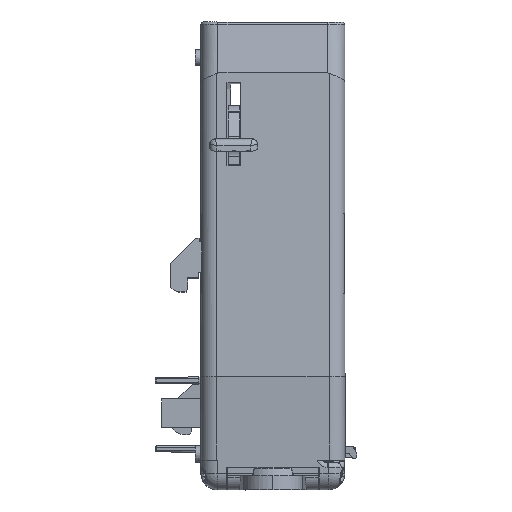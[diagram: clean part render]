
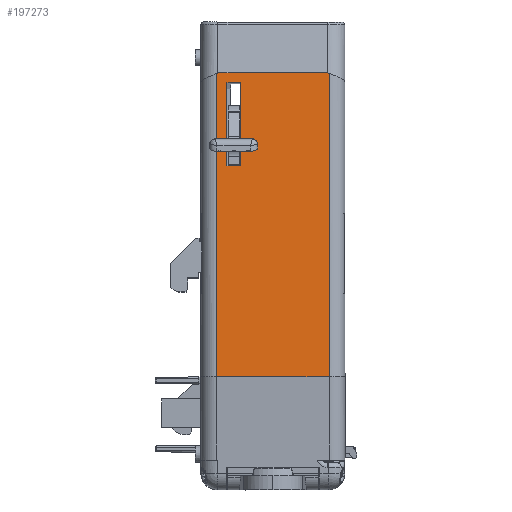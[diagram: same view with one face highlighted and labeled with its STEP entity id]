
A CAD part, front view. The second image highlights one B-rep face of the part: STEP entity #197273.
In plain terms, the highlighted planar face has unit normal (0, -0.999, 0.044).
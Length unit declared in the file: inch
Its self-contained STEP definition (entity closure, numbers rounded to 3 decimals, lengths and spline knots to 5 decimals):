
#1071 = CARTESIAN_POINT ( 'NONE',  ( -0.2074, -1.84826, -0.33664 ) ) ;
#3350 = B_SPLINE_CURVE_WITH_KNOTS ( 'NONE', 3,
 ( #83315, #177453, #134487, #68945 ),
 .UNSPECIFIED., .F., .F.,
 ( 4, 4 ),
 ( 0., 1. ),
 .UNSPECIFIED. ) ;
#5321 = PLANE ( 'NONE',  #10880 ) ;
#5637 = CARTESIAN_POINT ( 'NONE',  ( -0.2074, -1.87354, -0.91565 ) ) ;
#6667 = LINE ( 'NONE', #75985, #36055 ) ;
#7246 = DIRECTION ( 'NONE',  ( 1., 0., 0. ) ) ;
#10697 = CARTESIAN_POINT ( 'NONE',  ( -0.1115, -1.84826, -0.33664 ) ) ;
#10880 = AXIS2_PLACEMENT_3D ( 'NONE', #21731, #130823, #191563 ) ;
#12544 = DIRECTION ( 'NONE',  ( 0., -0.044, -0.999 ) ) ;
#13509 = EDGE_LOOP ( 'NONE', ( #122954, #138049, #167587, #69761 ) ) ;
#17605 = VECTOR ( 'NONE', #7246, 39.37008 ) ;
#18180 = VECTOR ( 'NONE', #134159, 39.37008 ) ;
#18320 = EDGE_CURVE ( 'NONE', #142529, #124013, #6667, .T. ) ;
#18683 = EDGE_CURVE ( 'NONE', #153740, #183762, #167842, .T. ) ;
#21731 = CARTESIAN_POINT ( 'NONE',  ( 5.65427, -1.84537, -0.2704 ) ) ;
#23896 = CARTESIAN_POINT ( 'NONE',  ( -0.1115, -1.87354, -0.91565 ) ) ;
#27919 = LINE ( 'NONE', #128285, #169434 ) ;
#28286 = DIRECTION ( 'NONE',  ( -1., 0., 0. ) ) ;
#30358 = EDGE_CURVE ( 'NONE', #153740, #163132, #108401, .T. ) ;
#33964 = ORIENTED_EDGE ( 'NONE', *, *, #200003, .F. ) ;
#34872 = DIRECTION ( 'NONE',  ( 0., 0.044, 0.999 ) ) ;
#36055 = VECTOR ( 'NONE', #28286, 39.37008 ) ;
#38361 = EDGE_CURVE ( 'NONE', #155635, #129717, #169697, .T. ) ;
#41150 = CARTESIAN_POINT ( 'NONE',  ( 0.61162, -1.93743, -2.379 ) ) ;
#41425 = DIRECTION ( 'NONE',  ( 0., 0.044, 0.999 ) ) ;
#50508 = VECTOR ( 'NONE', #41425, 39.37008 ) ;
#51019 = ORIENTED_EDGE ( 'NONE', *, *, #30358, .F. ) ;
#53604 = CARTESIAN_POINT ( 'NONE',  ( 5.65427, -1.84826, -0.33664 ) ) ;
#54858 = VECTOR ( 'NONE', #195323, 39.37008 ) ;
#63896 = LINE ( 'NONE', #53604, #17605 ) ;
#66869 = VECTOR ( 'NONE', #105229, 39.37008 ) ;
#67165 = VECTOR ( 'NONE', #12544, 39.37008 ) ;
#68945 = CARTESIAN_POINT ( 'NONE',  ( -0.27027, -1.84537, -0.2704 ) ) ;
#69761 = ORIENTED_EDGE ( 'NONE', *, *, #167856, .T. ) ;
#71140 = CARTESIAN_POINT ( 'NONE',  ( -0.27027, -1.84537, -0.2704 ) ) ;
#75985 = CARTESIAN_POINT ( 'NONE',  ( 5.65427, -1.84537, -0.2704 ) ) ;
#79822 = EDGE_CURVE ( 'NONE', #183762, #142529, #145648, .T. ) ;
#83315 = CARTESIAN_POINT ( 'NONE',  ( -0.27838, -1.84545, -0.27225 ) ) ;
#83509 = EDGE_CURVE ( 'NONE', #106388, #155635, #194016, .T. ) ;
#90215 = FACE_BOUND ( 'NONE', #13509, .T. ) ;
#94067 = CARTESIAN_POINT ( 'NONE',  ( 0.50162, -1.84545, -0.27225 ) ) ;
#95653 = VERTEX_POINT ( 'NONE', #1071 ) ;
#105229 = DIRECTION ( 'NONE',  ( -1., 0., 0. ) ) ;
#105453 = EDGE_CURVE ( 'NONE', #168470, #124013, #3350, .T. ) ;
#106388 = VERTEX_POINT ( 'NONE', #10697 ) ;
#108401 = LINE ( 'NONE', #41150, #66869 ) ;
#109024 = CARTESIAN_POINT ( 'NONE',  ( 0.49622, -1.84537, -0.2704 ) ) ;
#110125 = CARTESIAN_POINT ( 'NONE',  ( 0.49351, -1.84537, -0.2704 ) ) ;
#120482 = CARTESIAN_POINT ( 'NONE',  ( 0.50162, -1.84537, -0.2704 ) ) ;
#121796 = FACE_OUTER_BOUND ( 'NONE', #161321, .T. ) ;
#122954 = ORIENTED_EDGE ( 'NONE', *, *, #83509, .T. ) ;
#123474 = ORIENTED_EDGE ( 'NONE', *, *, #79822, .T. ) ;
#124013 = VERTEX_POINT ( 'NONE', #71140 ) ;
#128285 = CARTESIAN_POINT ( 'NONE',  ( -0.27838, -1.97175, -3.16491 ) ) ;
#129076 = ORIENTED_EDGE ( 'NONE', *, *, #18683, .T. ) ;
#129717 = VERTEX_POINT ( 'NONE', #5637 ) ;
#130823 = DIRECTION ( 'NONE',  ( 0., -0.999, 0.044 ) ) ;
#134159 = DIRECTION ( 'NONE',  ( 0., 0.044, 0.999 ) ) ;
#134487 = CARTESIAN_POINT ( 'NONE',  ( -0.27297, -1.84537, -0.2704 ) ) ;
#138049 = ORIENTED_EDGE ( 'NONE', *, *, #38361, .T. ) ;
#141009 = EDGE_CURVE ( 'NONE', #129717, #95653, #184102, .T. ) ;
#142529 = VERTEX_POINT ( 'NONE', #110125 ) ;
#145648 = B_SPLINE_CURVE_WITH_KNOTS ( 'NONE', 3,
 ( #94067, #173859, #109024, #155453 ),
 .UNSPECIFIED., .F., .F.,
 ( 4, 4 ),
 ( 0., 1. ),
 .UNSPECIFIED. ) ;
#150218 = CARTESIAN_POINT ( 'NONE',  ( -0.27838, -1.93743, -2.379 ) ) ;
#153632 = CARTESIAN_POINT ( 'NONE',  ( -0.27838, -1.84545, -0.27225 ) ) ;
#153740 = VERTEX_POINT ( 'NONE', #187851 ) ;
#154360 = CARTESIAN_POINT ( 'NONE',  ( -0.1115, -1.84537, -0.2704 ) ) ;
#155453 = CARTESIAN_POINT ( 'NONE',  ( 0.49351, -1.84537, -0.2704 ) ) ;
#155635 = VERTEX_POINT ( 'NONE', #23896 ) ;
#160717 = CARTESIAN_POINT ( 'NONE',  ( 0.50162, -1.84545, -0.27225 ) ) ;
#161321 = EDGE_LOOP ( 'NONE', ( #51019, #129076, #123474, #191257, #181680, #33964 ) ) ;
#163132 = VERTEX_POINT ( 'NONE', #150218 ) ;
#164649 = CARTESIAN_POINT ( 'NONE',  ( 5.65427, -1.87354, -0.91565 ) ) ;
#167587 = ORIENTED_EDGE ( 'NONE', *, *, #141009, .T. ) ;
#167842 = LINE ( 'NONE', #120482, #50508 ) ;
#167856 = EDGE_CURVE ( 'NONE', #95653, #106388, #63896, .T. ) ;
#168470 = VERTEX_POINT ( 'NONE', #153632 ) ;
#169434 = VECTOR ( 'NONE', #34872, 39.37008 ) ;
#169697 = LINE ( 'NONE', #164649, #54858 ) ;
#173859 = CARTESIAN_POINT ( 'NONE',  ( 0.49892, -1.8454, -0.27102 ) ) ;
#177453 = CARTESIAN_POINT ( 'NONE',  ( -0.27568, -1.8454, -0.27102 ) ) ;
#181680 = ORIENTED_EDGE ( 'NONE', *, *, #105453, .F. ) ;
#183762 = VERTEX_POINT ( 'NONE', #160717 ) ;
#184102 = LINE ( 'NONE', #194895, #18180 ) ;
#187851 = CARTESIAN_POINT ( 'NONE',  ( 0.50162, -1.93743, -2.379 ) ) ;
#191257 = ORIENTED_EDGE ( 'NONE', *, *, #18320, .T. ) ;
#191563 = DIRECTION ( 'NONE',  ( 0., -0.044, -0.999 ) ) ;
#194016 = LINE ( 'NONE', #154360, #67165 ) ;
#194895 = CARTESIAN_POINT ( 'NONE',  ( -0.2074, -1.84537, -0.2704 ) ) ;
#195323 = DIRECTION ( 'NONE',  ( -1., 0., 0. ) ) ;
#197273 = ADVANCED_FACE ( 'NONE', ( #121796, #90215 ), #5321, .T. ) ;
#200003 = EDGE_CURVE ( 'NONE', #163132, #168470, #27919, .T. ) ;
